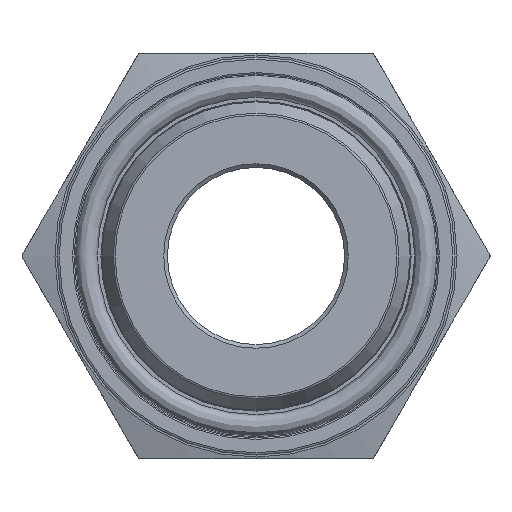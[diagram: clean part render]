
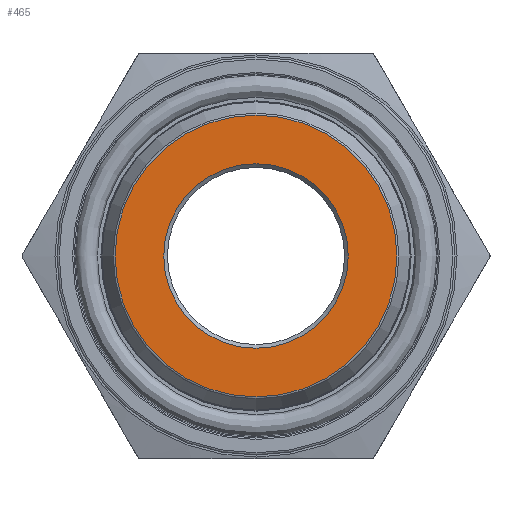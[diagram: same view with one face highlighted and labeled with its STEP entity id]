
A CAD part, left-side view. The second image highlights one B-rep face of the part: STEP entity #465.
In plain terms, the highlighted planar face has unit normal (-1, 0, 0).
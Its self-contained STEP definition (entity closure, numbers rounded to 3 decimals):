
#304=FACE_BOUND('',#608,.T.);
#305=FACE_BOUND('',#609,.T.);
#386=CIRCLE('',#1349,12.5);
#387=CIRCLE('',#1350,19.102);
#427=PLANE('',#1351);
#465=ADVANCED_FACE('',(#304,#305),#427,.F.);
#608=EDGE_LOOP('',(#889));
#609=EDGE_LOOP('',(#890));
#889=ORIENTED_EDGE('',*,*,#1218,.T.);
#890=ORIENTED_EDGE('',*,*,#1219,.T.);
#1089=VERTEX_POINT('',#2337);
#1090=VERTEX_POINT('',#2339);
#1218=EDGE_CURVE('',#1089,#1089,#386,.T.);
#1219=EDGE_CURVE('',#1090,#1090,#387,.T.);
#1349=AXIS2_PLACEMENT_3D('',#2336,#1554,#1555);
#1350=AXIS2_PLACEMENT_3D('',#2338,#1556,#1557);
#1351=AXIS2_PLACEMENT_3D('',#2340,#1558,#1559);
#1554=DIRECTION('',(1.,0.,0.));
#1555=DIRECTION('',(0.,0.,-1.));
#1556=DIRECTION('',(-1.,0.,0.));
#1557=DIRECTION('',(0.,0.,-1.));
#1558=DIRECTION('',(1.,0.,0.));
#1559=DIRECTION('',(0.,0.,-1.));
#2336=CARTESIAN_POINT('',(0.,0.,0.));
#2337=CARTESIAN_POINT('',(0.,0.,-12.5));
#2338=CARTESIAN_POINT('',(0.,0.,0.));
#2339=CARTESIAN_POINT('',(0.,0.,-19.102));
#2340=CARTESIAN_POINT('',(0.,-31.437,0.));
